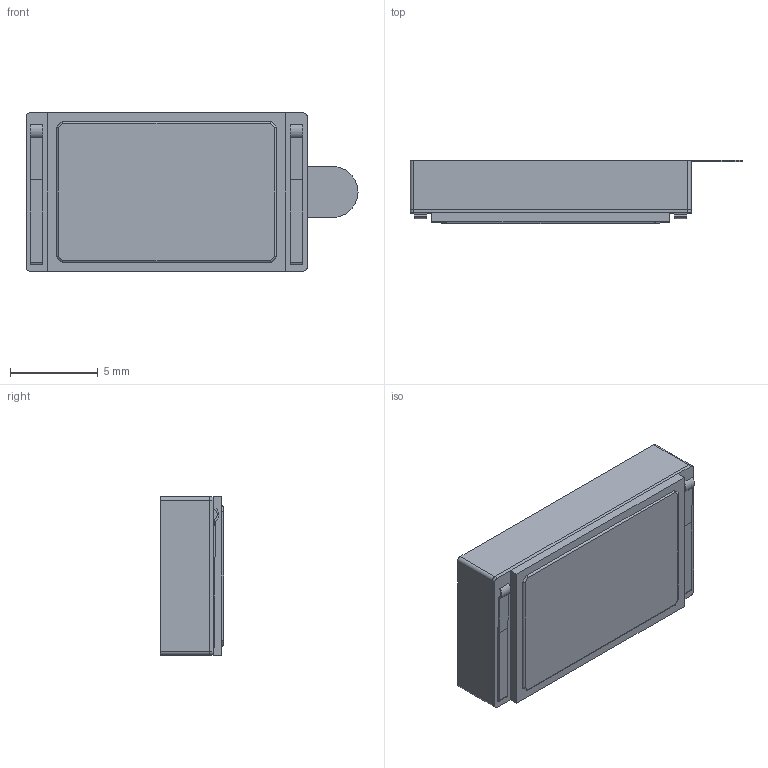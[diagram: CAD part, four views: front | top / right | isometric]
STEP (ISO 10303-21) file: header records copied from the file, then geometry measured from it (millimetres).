
FILE_DESCRIPTION (( 'STEP AP203' ), '1' );
FILE_NAME ('SP-1609S.STEP', '2016-09-08T20:59:12', ( 'Gem' ), ( '' ), 'SwSTEP 2.0', 'SolidWorks 2013', '' );
FILE_SCHEMA (( 'CONFIG_CONTROL_DESIGN' ));
Length unit declared in the file: millimetre
Products named in the file (1): SP-1609S
Bounding box: 18.9 x 3.6 x 9 mm (x, y, z)
Volume: 482.1 mm3; surface area: 1266 mm2
Topology: 6 solids, 6 shells, 103 faces, 264 edges, 176 vertices
Faces by surface type: plane 62, cylinder 41
Entity records: 3193 total; most frequent: CARTESIAN_POINT 568, DIRECTION 530, ORIENTED_EDGE 528, EDGE_CURVE 264, VECTOR 190, LINE 190, VERTEX_POINT 176, AXIS2_PLACEMENT_3D 170
